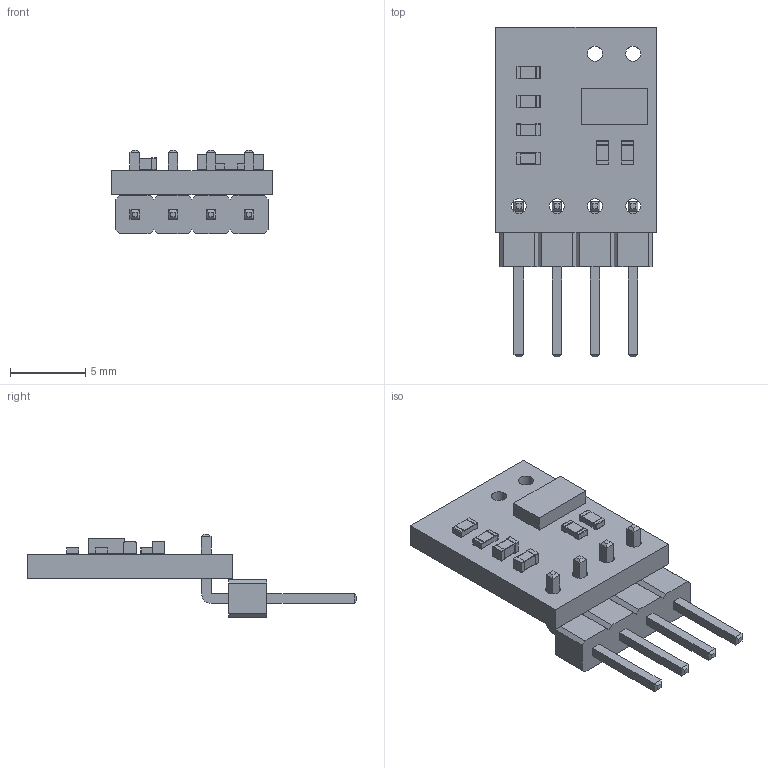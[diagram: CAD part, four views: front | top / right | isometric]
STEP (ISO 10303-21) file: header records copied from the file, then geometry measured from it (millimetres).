
FILE_DESCRIPTION(('KiCad electronic assembly'),'2;1');
FILE_NAME('09-ToF_mod_vertical.step','2024-12-18T16:27:36',('Pcbnew'),( 'Kicad'),'Open CASCADE STEP processor 7.7','KiCad to STEP converter' ,'Unknown');
FILE_SCHEMA(('AUTOMOTIVE_DESIGN { 1 0 10303 214 1 1 1 1 }'));
Length unit declared in the file: millimetre
Products named in the file (10): 09-ToF_mod_vertical 1; R_0603_1608Metric; SOLID; vl53l0x; C_0603_1608Metric; PinHeader_1x04_P2.54mm_Horizontal; 09-ToF_mod PCB
Assembly tree (13 placements, depth 3):
  09-ToF_mod_vertical 1
    R_0603_1608Metric  x4
      SOLID
    vl53l0x
      SOLID
    C_0603_1608Metric  x2
      SOLID
    PinHeader_1x04_P2.54mm_Horizontal
      SOLID
    09-ToF_mod PCB
Bounding box: 10.67 x 21.98 x 5.54 mm (x, y, z)
Volume: 324.3 mm3; surface area: 691.3 mm2
Topology: 9 solids, 9 shells, 290 faces, 732 edges, 472 vertices
Faces by surface type: plane 224, cylinder 66
Full cylindrical faces by diameter (mm): 1 x6
Entity records: 12799 total; most frequent: CARTESIAN_POINT 2050, DIRECTION 1792, LINE 1248, VECTOR 1248, ORIENTED_EDGE 912, PCURVE 912, DEFINITIONAL_REPRESENTATION 912, EDGE_CURVE 456
